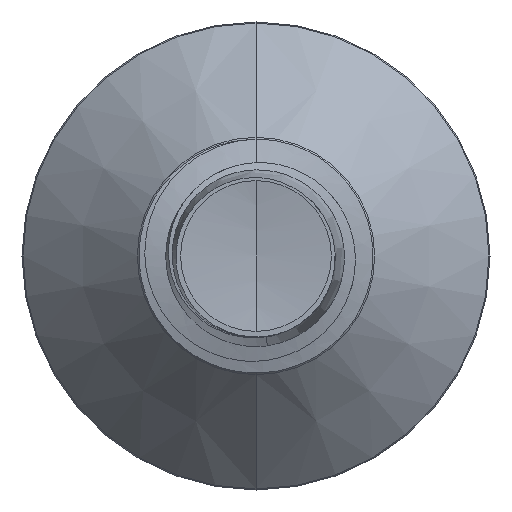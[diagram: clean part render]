
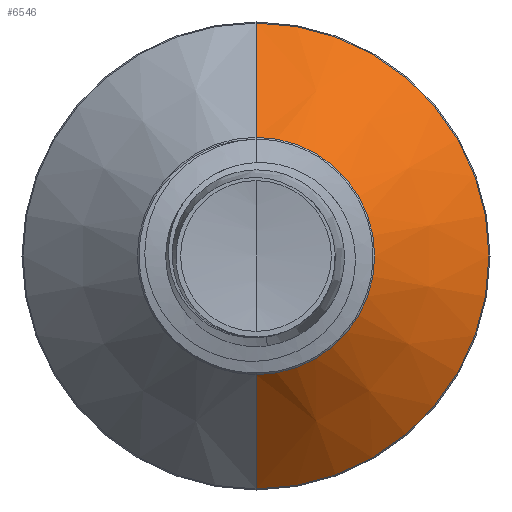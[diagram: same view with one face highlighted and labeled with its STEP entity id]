
A CAD part, front view. The second image highlights one B-rep face of the part: STEP entity #6546.
In plain terms, the highlighted conical face has half-angle 45 degrees and reference radius 1.522 mm.
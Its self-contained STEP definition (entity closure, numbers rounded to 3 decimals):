
#184 = AXIS2_PLACEMENT_3D ( 'NONE', #7495, #2330, #4900 ) ;
#449 = EDGE_CURVE ( 'NONE', #6505, #7499, #4092, .T. ) ;
#511 = EDGE_CURVE ( 'NONE', #7180, #6505, #657, .T. ) ;
#630 = FACE_OUTER_BOUND ( 'NONE', #5049, .T. ) ;
#657 = CIRCLE ( 'NONE', #184, 1.522 ) ;
#1270 = CARTESIAN_POINT ( 'NONE',  ( 0., 1.472, -1.522 ) ) ;
#1288 = DIRECTION ( 'NONE',  ( 0., 0., 1. ) ) ;
#1621 = DIRECTION ( 'NONE',  ( 0., 1., 0. ) ) ;
#2243 = CARTESIAN_POINT ( 'NONE',  ( 0., 1.472, 1.522 ) ) ;
#2330 = DIRECTION ( 'NONE',  ( 0., 1., 0. ) ) ;
#2344 = CARTESIAN_POINT ( 'NONE',  ( 0., 2.937, 2.987 ) ) ;
#2686 = ORIENTED_EDGE ( 'NONE', *, *, #449, .T. ) ;
#3177 = DIRECTION ( 'NONE',  ( 0., 0.707, -0.707 ) ) ;
#3455 = VECTOR ( 'NONE', #7406, 1000. ) ;
#3484 = VERTEX_POINT ( 'NONE', #2344 ) ;
#3734 = AXIS2_PLACEMENT_3D ( 'NONE', #5600, #1621, #6240 ) ;
#3739 = CARTESIAN_POINT ( 'NONE',  ( 0., 2.937, -2.987 ) ) ;
#4000 = ORIENTED_EDGE ( 'NONE', *, *, #511, .T. ) ;
#4092 = LINE ( 'NONE', #1270, #7463 ) ;
#4301 = CARTESIAN_POINT ( 'NONE',  ( 0., 1.472, 1.522 ) ) ;
#4900 = DIRECTION ( 'NONE',  ( 0., 0., 1. ) ) ;
#5049 = EDGE_LOOP ( 'NONE', ( #4000, #2686, #6700, #5228 ) ) ;
#5228 = ORIENTED_EDGE ( 'NONE', *, *, #6764, .F. ) ;
#5600 = CARTESIAN_POINT ( 'NONE',  ( 0., 2.937, 0. ) ) ;
#6240 = DIRECTION ( 'NONE',  ( 0., 0., 1. ) ) ;
#6469 = CIRCLE ( 'NONE', #3734, 2.987 ) ;
#6505 = VERTEX_POINT ( 'NONE', #8398 ) ;
#6535 = CARTESIAN_POINT ( 'NONE',  ( 0., 1.472, 0. ) ) ;
#6546 = ADVANCED_FACE ( 'NONE', ( #630 ), #7057, .T. ) ;
#6700 = ORIENTED_EDGE ( 'NONE', *, *, #7175, .F. ) ;
#6764 = EDGE_CURVE ( 'NONE', #7180, #3484, #6856, .T. ) ;
#6856 = LINE ( 'NONE', #2243, #3455 ) ;
#7057 = CONICAL_SURFACE ( 'NONE', #7300, 1.522, 0.785 ) ;
#7175 = EDGE_CURVE ( 'NONE', #3484, #7499, #6469, .T. ) ;
#7180 = VERTEX_POINT ( 'NONE', #4301 ) ;
#7300 = AXIS2_PLACEMENT_3D ( 'NONE', #6535, #7760, #1288 ) ;
#7406 = DIRECTION ( 'NONE',  ( 0., 0.707, 0.707 ) ) ;
#7463 = VECTOR ( 'NONE', #3177, 1000. ) ;
#7495 = CARTESIAN_POINT ( 'NONE',  ( 0., 1.472, 0. ) ) ;
#7499 = VERTEX_POINT ( 'NONE', #3739 ) ;
#7760 = DIRECTION ( 'NONE',  ( 0., 1., 0. ) ) ;
#8398 = CARTESIAN_POINT ( 'NONE',  ( 0., 1.472, -1.522 ) ) ;
